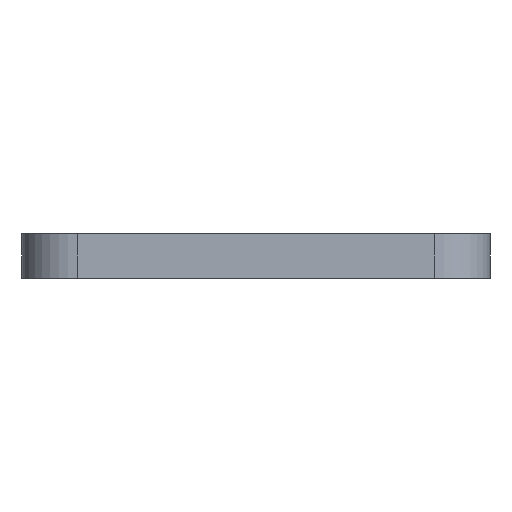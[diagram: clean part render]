
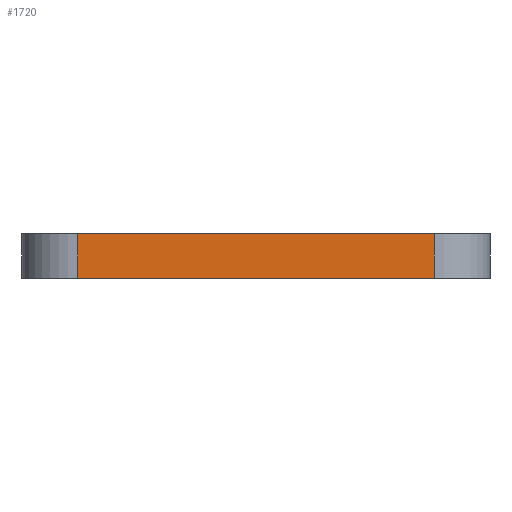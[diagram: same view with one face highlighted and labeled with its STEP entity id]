
A CAD part, left-side view. The second image highlights one B-rep face of the part: STEP entity #1720.
In plain terms, the highlighted planar face has unit normal (-1, 0, 0).
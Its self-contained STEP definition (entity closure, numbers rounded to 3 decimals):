
#73=PLANE('',#1908);
#150=FACE_OUTER_BOUND('',#245,.T.);
#245=EDGE_LOOP('',(#1461,#1462,#1463,#1464));
#299=LINE('',#2567,#455);
#410=LINE('',#2921,#566);
#411=LINE('',#2925,#567);
#412=LINE('',#2926,#568);
#455=VECTOR('',#2030,10.);
#566=VECTOR('',#2393,10.);
#567=VECTOR('',#2398,10.);
#568=VECTOR('',#2399,10.);
#717=VERTEX_POINT('',#2564);
#718=VERTEX_POINT('',#2566);
#835=VERTEX_POINT('',#2920);
#836=VERTEX_POINT('',#2924);
#895=EDGE_CURVE('',#717,#718,#299,.T.);
#1072=EDGE_CURVE('',#718,#835,#410,.T.);
#1074=EDGE_CURVE('',#836,#717,#411,.T.);
#1075=EDGE_CURVE('',#835,#836,#412,.T.);
#1461=ORIENTED_EDGE('',*,*,#1072,.F.);
#1462=ORIENTED_EDGE('',*,*,#895,.F.);
#1463=ORIENTED_EDGE('',*,*,#1074,.F.);
#1464=ORIENTED_EDGE('',*,*,#1075,.F.);
#1720=ADVANCED_FACE('',(#150),#73,.T.);
#1908=AXIS2_PLACEMENT_3D('',#2923,#2396,#2397);
#2030=DIRECTION('',(0.,-1.,0.));
#2393=DIRECTION('',(0.,0.,-1.));
#2396=DIRECTION('center_axis',(-1.,0.,0.));
#2397=DIRECTION('ref_axis',(0.,-1.,0.));
#2398=DIRECTION('',(0.,0.,1.));
#2399=DIRECTION('',(0.,1.,0.));
#2564=CARTESIAN_POINT('',(-30.,16.,4.));
#2566=CARTESIAN_POINT('',(-30.,-16.,4.));
#2567=CARTESIAN_POINT('',(-30.,-21.,4.));
#2920=CARTESIAN_POINT('',(-30.,-16.,0.));
#2921=CARTESIAN_POINT('',(-30.,-16.,0.));
#2923=CARTESIAN_POINT('Origin',(-30.,21.,0.));
#2924=CARTESIAN_POINT('',(-30.,16.,0.));
#2925=CARTESIAN_POINT('',(-30.,16.,0.));
#2926=CARTESIAN_POINT('',(-30.,-21.,0.));
